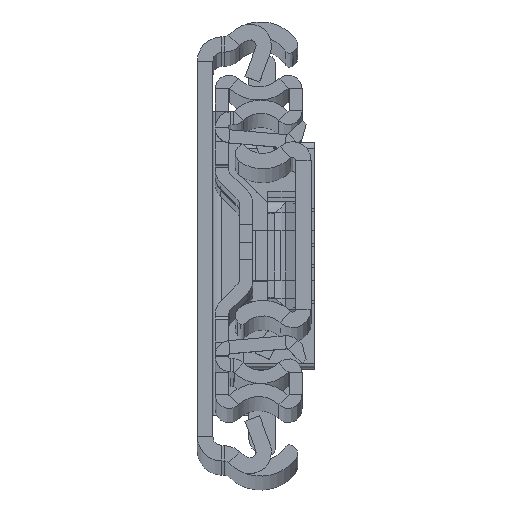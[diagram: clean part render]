
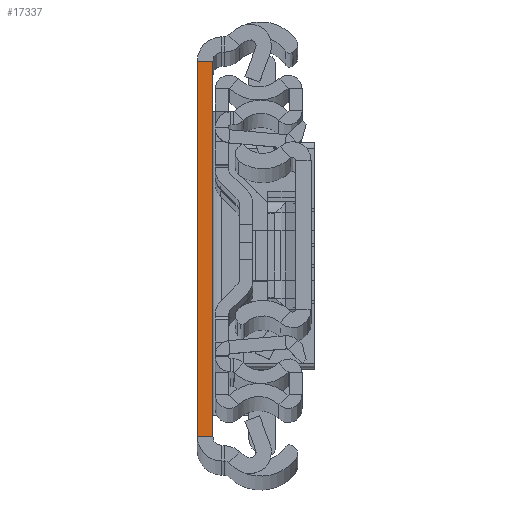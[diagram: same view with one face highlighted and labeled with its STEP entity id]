
A CAD part, top view. The second image highlights one B-rep face of the part: STEP entity #17337.
In plain terms, the highlighted planar face has unit normal (0, 0, 1).
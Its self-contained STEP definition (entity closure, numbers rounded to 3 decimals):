
#40 = DIRECTION ( 'NONE',  ( 1., 0., 0. ) ) ;
#134 = DIRECTION ( 'NONE',  ( 1., 0., 0. ) ) ;
#447 = CARTESIAN_POINT ( 'NONE',  ( 0., 31.5, 0. ) ) ;
#1162 = CARTESIAN_POINT ( 'NONE',  ( 0., -31.5, 0. ) ) ;
#1500 = LINE ( 'NONE', #7044, #9489 ) ;
#2022 = ORIENTED_EDGE ( 'NONE', *, *, #3854, .F. ) ;
#2531 = LINE ( 'NONE', #1162, #12913 ) ;
#3470 = DIRECTION ( 'NONE',  ( 0., 1., 0. ) ) ;
#3645 = CARTESIAN_POINT ( 'NONE',  ( 0., -31.5, 0. ) ) ;
#3854 = EDGE_CURVE ( 'NONE', #6545, #5192, #1500, .T. ) ;
#4741 = CARTESIAN_POINT ( 'NONE',  ( 2.6, -31.5, 0. ) ) ;
#5192 = VERTEX_POINT ( 'NONE', #7319 ) ;
#5412 = AXIS2_PLACEMENT_3D ( 'NONE', #8744, #15759, #14313 ) ;
#6545 = VERTEX_POINT ( 'NONE', #447 ) ;
#6959 = LINE ( 'NONE', #11064, #13567 ) ;
#7044 = CARTESIAN_POINT ( 'NONE',  ( 2.6, 31.5, 0. ) ) ;
#7319 = CARTESIAN_POINT ( 'NONE',  ( 2.6, 31.5, 0. ) ) ;
#8744 = CARTESIAN_POINT ( 'NONE',  ( 2.6, -31.5, 0. ) ) ;
#8927 = FACE_OUTER_BOUND ( 'NONE', #14954, .T. ) ;
#9270 = EDGE_CURVE ( 'NONE', #10076, #6545, #2531, .T. ) ;
#9312 = CARTESIAN_POINT ( 'NONE',  ( 2.6, -31.5, 0. ) ) ;
#9424 = VECTOR ( 'NONE', #3470, 1000. ) ;
#9489 = VECTOR ( 'NONE', #134, 1000. ) ;
#9636 = ORIENTED_EDGE ( 'NONE', *, *, #9270, .F. ) ;
#9973 = EDGE_CURVE ( 'NONE', #12160, #5192, #10556, .T. ) ;
#10076 = VERTEX_POINT ( 'NONE', #3645 ) ;
#10382 = PLANE ( 'NONE',  #5412 ) ;
#10556 = LINE ( 'NONE', #4741, #9424 ) ;
#11064 = CARTESIAN_POINT ( 'NONE',  ( 2.6, -31.5, 0. ) ) ;
#12160 = VERTEX_POINT ( 'NONE', #9312 ) ;
#12362 = ORIENTED_EDGE ( 'NONE', *, *, #15079, .T. ) ;
#12913 = VECTOR ( 'NONE', #17738, 1000. ) ;
#13567 = VECTOR ( 'NONE', #40, 1000. ) ;
#14313 = DIRECTION ( 'NONE',  ( 0., 1., 0. ) ) ;
#14954 = EDGE_LOOP ( 'NONE', ( #2022, #9636, #12362, #16591 ) ) ;
#15079 = EDGE_CURVE ( 'NONE', #10076, #12160, #6959, .T. ) ;
#15759 = DIRECTION ( 'NONE',  ( 0., 0., -1. ) ) ;
#16591 = ORIENTED_EDGE ( 'NONE', *, *, #9973, .T. ) ;
#17337 = ADVANCED_FACE ( 'NONE', ( #8927 ), #10382, .F. ) ;
#17738 = DIRECTION ( 'NONE',  ( 0., 1., 0. ) ) ;
